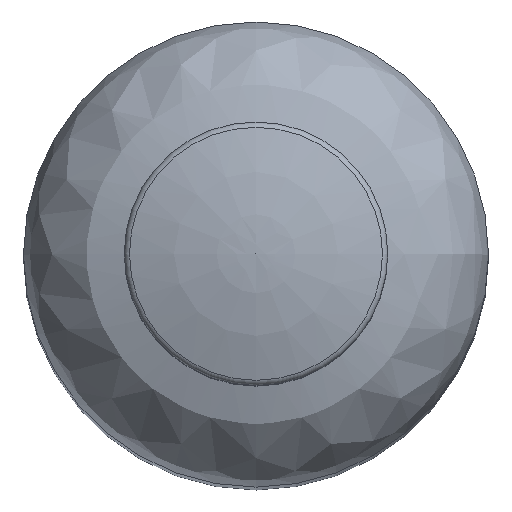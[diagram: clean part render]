
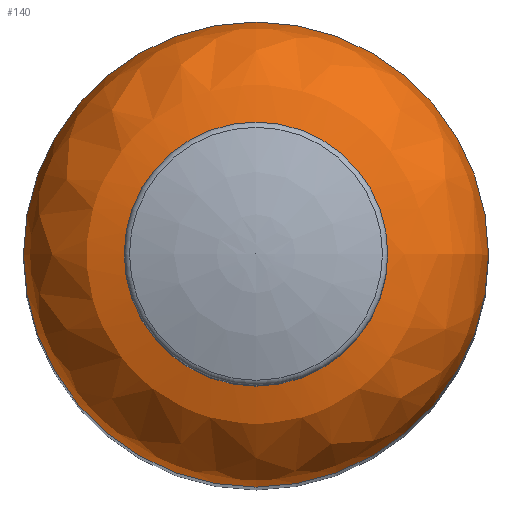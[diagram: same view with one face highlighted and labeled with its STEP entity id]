
A CAD part, top view. The second image highlights one B-rep face of the part: STEP entity #140.
In plain terms, the highlighted free-form (B-spline) face has degree [2, 2] with [3, 9] control points.
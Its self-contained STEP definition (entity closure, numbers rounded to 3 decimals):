
#84=CARTESIAN_POINT('',(30.,0.,215.));
#85=CARTESIAN_POINT('',(30.,-30.,215.));
#86=CARTESIAN_POINT('',(0.,-30.,215.));
#87=CARTESIAN_POINT('',(-30.,-30.,215.));
#88=CARTESIAN_POINT('',(-30.,0.,215.));
#89=CARTESIAN_POINT('',(-30.,30.,215.));
#90=CARTESIAN_POINT('',(0.,30.,215.));
#91=CARTESIAN_POINT('',(30.,30.,215.));
#92=CARTESIAN_POINT('',(30.,0.,215.));
#93=CARTESIAN_POINT('',(30.,0.,230.));
#94=CARTESIAN_POINT('',(30.,-30.,230.));
#95=CARTESIAN_POINT('',(0.,-30.,230.));
#96=CARTESIAN_POINT('',(-30.,-30.,230.));
#97=CARTESIAN_POINT('',(-30.,0.,230.));
#98=CARTESIAN_POINT('',(-30.,30.,230.));
#99=CARTESIAN_POINT('',(0.,30.,230.));
#100=CARTESIAN_POINT('',(30.,30.,230.));
#101=CARTESIAN_POINT('',(30.,0.,230.));
#102=CARTESIAN_POINT('',(15.,0.,230.));
#103=CARTESIAN_POINT('',(15.,-15.,230.));
#104=CARTESIAN_POINT('',(0.,-15.,230.));
#105=CARTESIAN_POINT('',(-15.,-15.,230.));
#106=CARTESIAN_POINT('',(-15.,0.,230.));
#107=CARTESIAN_POINT('',(-15.,15.,230.));
#108=CARTESIAN_POINT('',(0.,15.,230.));
#109=CARTESIAN_POINT('',(15.,15.,230.));
#110=CARTESIAN_POINT('',(15.,0.,230.));
#111=(BOUNDED_SURFACE()B_SPLINE_SURFACE(2,2,((#84,#85,#86,#87,#88,#89,#90,#91,#92),(#93,#94,#95,#96,#97,#98,#99,#100,#101),(#102,#103,#104,#105,#106,#107,#108,#109,#110)),.UNSPECIFIED.,.F.,.T.,.U.)B_SPLINE_SURFACE_WITH_KNOTS((3,3),(3,2,2,2,3),(0.,1.),(0.,0.25,0.5,0.75,1.),.UNSPECIFIED.)GEOMETRIC_REPRESENTATION_ITEM()RATIONAL_B_SPLINE_SURFACE(((1.,0.707,1.,0.707,1.,0.707,1.,0.707,1.),(0.707,0.5,0.707,0.5,0.707,0.5,0.707,0.5,0.707),(1.,0.707,1.,0.707,1.,0.707,1.,0.707,1.)))REPRESENTATION_ITEM('')SURFACE());
#112=CARTESIAN_POINT('',(30.,0.,215.));
#113=VERTEX_POINT('',#112);
#114=CARTESIAN_POINT('',(0.,0.,215.));
#115=DIRECTION('',(1.,0.,0.));
#116=DIRECTION('',(0.,0.,-1.));
#117=AXIS2_PLACEMENT_3D('',#114,#116,#115);
#118=CIRCLE('',#117,30.);
#119=EDGE_CURVE('',#113,#113,#118,.T.);
#120=ORIENTED_EDGE('E9',*,*,#119,.F.);
#121=CARTESIAN_POINT('',(16.765,0.,229.896));
#122=VERTEX_POINT('',#121);
#123=CARTESIAN_POINT('',(15.,0.,215.));
#124=DIRECTION('',(0.118,0.,0.993));
#125=DIRECTION('',(0.,1.,0.));
#126=AXIS2_PLACEMENT_3D('',#123,#125,#124);
#127=CIRCLE('',#126,15.);
#128=EDGE_CURVE('',#122,#113,#127,.T.);
#129=ORIENTED_EDGE('E7',*,*,#128,.F.);
#130=CARTESIAN_POINT('',(0.,0.,229.896));
#131=DIRECTION('',(1.,0.,0.));
#132=DIRECTION('',(0.,0.,-1.));
#133=AXIS2_PLACEMENT_3D('',#130,#132,#131);
#134=CIRCLE('',#133,16.765);
#135=EDGE_CURVE('',#122,#122,#134,.T.);
#136=ORIENTED_EDGE('E11',*,*,#135,.T.);
#137=ORIENTED_EDGE('E11',*,*,#128,.T.);
#138=EDGE_LOOP('',(#120,#129,#136,#137));
#139=FACE_OUTER_BOUND('',#138,.T.);
#140=ADVANCED_FACE('F6',(#139),#111,.T.);
